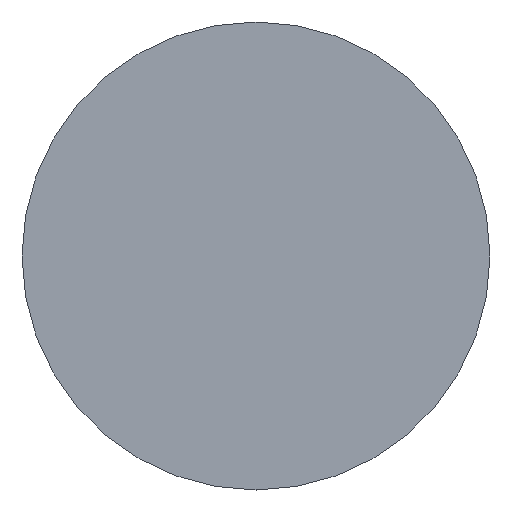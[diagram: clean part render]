
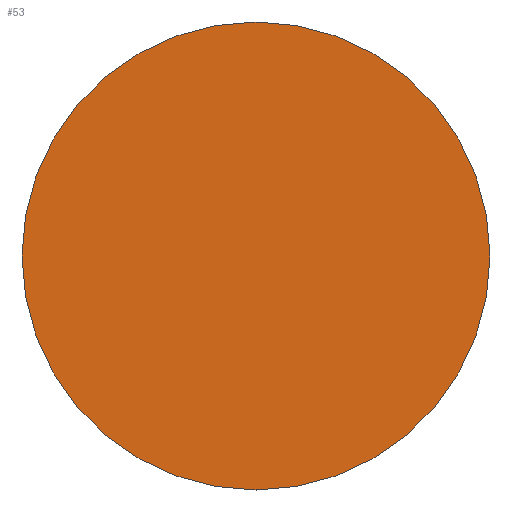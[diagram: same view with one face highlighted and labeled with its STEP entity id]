
A CAD part, front view. The second image highlights one B-rep face of the part: STEP entity #53.
In plain terms, the highlighted planar face has unit normal (0, -1, 0).
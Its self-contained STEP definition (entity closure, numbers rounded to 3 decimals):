
#5 = EDGE_CURVE ( 'NONE', #133, #57, #178, .T. ) ;
#9 = CARTESIAN_POINT ( 'NONE',  ( 0., 0., 0. ) ) ;
#10 = EDGE_CURVE ( 'NONE', #57, #133, #63, .T. ) ;
#14 = CARTESIAN_POINT ( 'NONE',  ( 0., 0., 12.5 ) ) ;
#27 = DIRECTION ( 'NONE',  ( 0., 1., 0. ) ) ;
#29 = DIRECTION ( 'NONE',  ( 0., 0., -1. ) ) ;
#44 = ORIENTED_EDGE ( 'NONE', *, *, #10, .F. ) ;
#46 = DIRECTION ( 'NONE',  ( 0., 1., 0. ) ) ;
#48 = CARTESIAN_POINT ( 'NONE',  ( 0., 0., -12.5 ) ) ;
#53 = ADVANCED_FACE ( 'NONE', ( #149 ), #186, .T. ) ;
#57 = VERTEX_POINT ( 'NONE', #14 ) ;
#62 = EDGE_LOOP ( 'NONE', ( #44, #161 ) ) ;
#63 = CIRCLE ( 'NONE', #142, 12.5 ) ;
#64 = DIRECTION ( 'NONE',  ( 0., 0., 1. ) ) ;
#95 = DIRECTION ( 'NONE',  ( 0., 0., 1. ) ) ;
#111 = CARTESIAN_POINT ( 'NONE',  ( 0., 0., 0. ) ) ;
#121 = CARTESIAN_POINT ( 'NONE',  ( 0., 0., 0. ) ) ;
#124 = AXIS2_PLACEMENT_3D ( 'NONE', #9, #27, #64 ) ;
#133 = VERTEX_POINT ( 'NONE', #48 ) ;
#142 = AXIS2_PLACEMENT_3D ( 'NONE', #121, #46, #95 ) ;
#149 = FACE_OUTER_BOUND ( 'NONE', #62, .T. ) ;
#161 = ORIENTED_EDGE ( 'NONE', *, *, #5, .F. ) ;
#164 = DIRECTION ( 'NONE',  ( 0., -1., 0. ) ) ;
#178 = CIRCLE ( 'NONE', #124, 12.5 ) ;
#183 = AXIS2_PLACEMENT_3D ( 'NONE', #111, #164, #29 ) ;
#186 = PLANE ( 'NONE',  #183 ) ;
